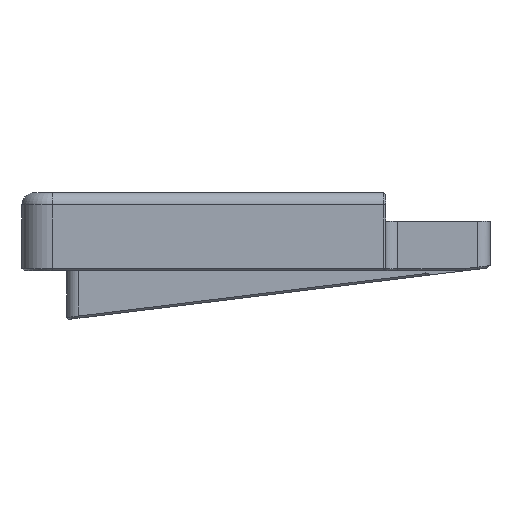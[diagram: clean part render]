
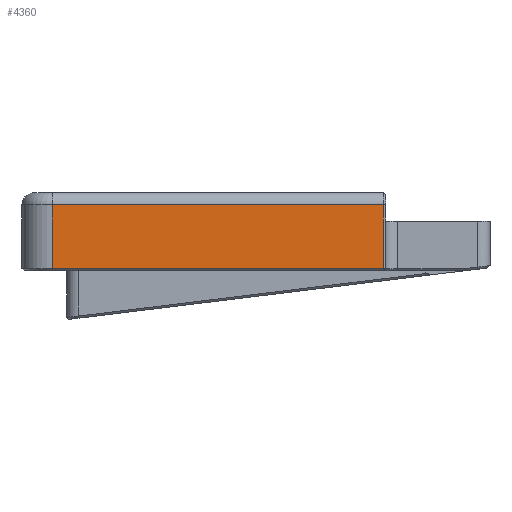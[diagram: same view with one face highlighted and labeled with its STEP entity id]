
A CAD part, left-side view. The second image highlights one B-rep face of the part: STEP entity #4360.
In plain terms, the highlighted planar face has unit normal (-1, 0, 0).
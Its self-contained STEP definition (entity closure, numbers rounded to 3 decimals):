
#170=PLANE('',#4714);
#341=FACE_OUTER_BOUND('',#608,.T.);
#608=EDGE_LOOP('',(#3474,#3475,#3476,#3477));
#946=LINE('',#7563,#1369);
#1002=LINE('',#7798,#1425);
#1003=LINE('',#7802,#1426);
#1004=LINE('',#7803,#1427);
#1369=VECTOR('',#5455,10.);
#1425=VECTOR('',#5599,10.);
#1426=VECTOR('',#5604,10.);
#1427=VECTOR('',#5605,10.);
#2030=VERTEX_POINT('',#7561);
#2031=VERTEX_POINT('',#7562);
#2076=VERTEX_POINT('',#7797);
#2077=VERTEX_POINT('',#7801);
#2514=EDGE_CURVE('',#2030,#2031,#946,.T.);
#2592=EDGE_CURVE('',#2031,#2076,#1002,.T.);
#2594=EDGE_CURVE('',#2077,#2030,#1003,.T.);
#2595=EDGE_CURVE('',#2076,#2077,#1004,.T.);
#3474=ORIENTED_EDGE('',*,*,#2514,.F.);
#3475=ORIENTED_EDGE('',*,*,#2594,.F.);
#3476=ORIENTED_EDGE('',*,*,#2595,.F.);
#3477=ORIENTED_EDGE('',*,*,#2592,.F.);
#4360=ADVANCED_FACE('',(#341),#170,.T.);
#4714=AXIS2_PLACEMENT_3D('',#7800,#5602,#5603);
#5455=DIRECTION('',(0.,1.,0.));
#5599=DIRECTION('',(0.,0.,1.));
#5602=DIRECTION('center_axis',(-1.,0.,0.));
#5603=DIRECTION('ref_axis',(0.,0.,1.));
#5604=DIRECTION('',(0.,0.,-1.));
#5605=DIRECTION('',(0.,-1.,0.));
#7561=CARTESIAN_POINT('',(51.463,-180.093,-6.91));
#7562=CARTESIAN_POINT('',(51.463,-98.61,-6.91));
#7563=CARTESIAN_POINT('',(51.463,-282.162,-6.91));
#7797=CARTESIAN_POINT('',(51.463,-98.61,8.79));
#7798=CARTESIAN_POINT('',(51.463,-98.61,-10.746));
#7800=CARTESIAN_POINT('Origin',(51.463,-151.21,-18.259));
#7801=CARTESIAN_POINT('',(51.463,-180.093,8.79));
#7802=CARTESIAN_POINT('',(51.463,-180.093,-3.234));
#7803=CARTESIAN_POINT('',(51.463,-177.01,8.79));
